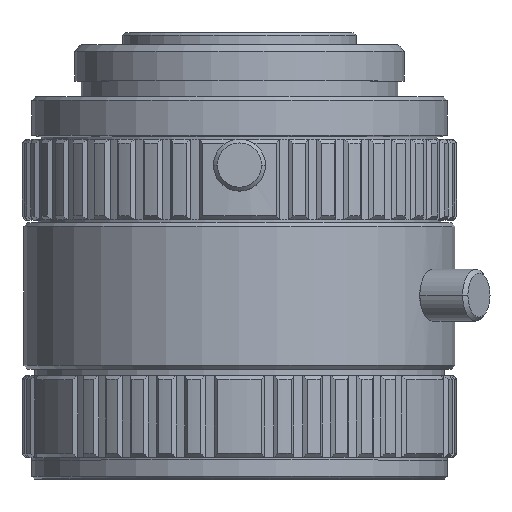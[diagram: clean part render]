
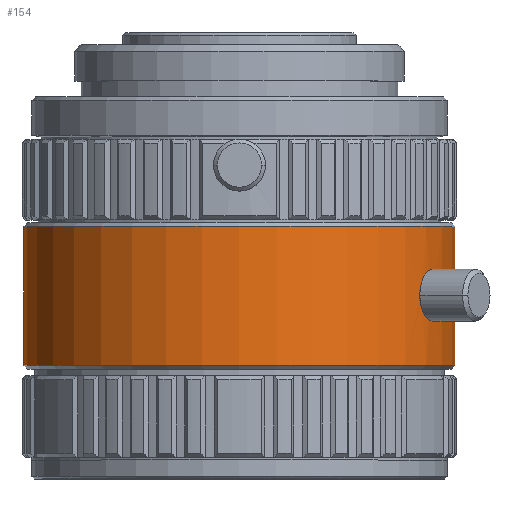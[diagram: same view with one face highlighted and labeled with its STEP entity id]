
A CAD part, top view. The second image highlights one B-rep face of the part: STEP entity #154.
In plain terms, the highlighted cylindrical face has radius 16.6 mm (diameter 33.2 mm), a partial arc.
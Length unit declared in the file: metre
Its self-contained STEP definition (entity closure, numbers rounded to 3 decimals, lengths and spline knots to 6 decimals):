
#154=ADVANCED_FACE('0:119',(#1339,#1340),#1341,.T.);
#1339=FACE_BOUND('',#3712,.T.);
#1340=FACE_OUTER_BOUND('',#3713,.T.);
#1341=CYLINDRICAL_SURFACE('',#3714,0.0166);
#3712=EDGE_LOOP('',(#6200,#6201));
#3713=EDGE_LOOP('',(#6202,#6203,#6204,#6205));
#3714=AXIS2_PLACEMENT_3D('',#6206,#6207,#6208);
#6200=ORIENTED_EDGE('',*,*,#14854,.F.);
#6201=ORIENTED_EDGE('',*,*,#14855,.F.);
#6202=ORIENTED_EDGE('',*,*,#14856,.F.);
#6203=ORIENTED_EDGE('',*,*,#14857,.T.);
#6204=ORIENTED_EDGE('',*,*,#14858,.F.);
#6205=ORIENTED_EDGE('',*,*,#14853,.F.);
#6206=CARTESIAN_POINT('',(0.0,-0.000026,0.));
#6207=DIRECTION('',(0.,1.0,0.0));
#6208=DIRECTION('',(1.0,0.,0.0));
#14853=EDGE_CURVE('0:1751',#17562,#17558,#17564,.T.);
#14854=EDGE_CURVE('0:1631',#17565,#17566,#17567,.T.);
#14855=EDGE_CURVE('0:1631',#17566,#17565,#17568,.T.);
#14856=EDGE_CURVE('',#17569,#17562,#17570,.T.);
#14857=EDGE_CURVE('0:1748',#17569,#17571,#17572,.T.);
#14858=EDGE_CURVE('',#17558,#17571,#17573,.T.);
#17558=VERTEX_POINT('',#21752);
#17562=VERTEX_POINT('NONE',#21757);
#17564=CIRCLE('',#21760,0.0166);
#17565=VERTEX_POINT('NONE',#21761);
#17566=VERTEX_POINT('',#21762);
#17567=B_SPLINE_CURVE_WITH_KNOTS('',3,(#21763,#21764,#21765,#21766,#21767,#21768,#21769,#21770,#21771,#21772,#21773,#21774,#21775,#21776,#21777,#21778,#21779,#21780,#21781,#21782,#21783,#21784,#21785,#21786,#21787,#21788,#21789,#21790,#21791,#21792,#21793),.UNSPECIFIED.,.F.,.F.,(4,3,3,3,3,3,3,3,3,3,4),(0.0,0.062511,0.123894,0.153655,0.221391,0.252494,0.314392,0.372067,0.403837,0.470538,0.500085),.UNSPECIFIED.);
#17568=B_SPLINE_CURVE_WITH_KNOTS('',3,(#21794,#21795,#21796,#21797,#21798,#21799,#21800,#21801,#21802,#21803,#21804,#21805,#21806,#21807,#21808,#21809,#21810,#21811,#21812,#21813,#21814,#21815,#21816,#21817,#21818,#21819,#21820,#21821,#21822,#21823,#21824,#21825,#21826,#21827),.UNSPECIFIED.,.F.,.F.,(4,3,3,3,3,3,3,3,3,3,3,4),(0.500085,0.584985,0.617759,0.64475,0.716139,0.748311,0.780043,0.835667,0.874513,0.902734,0.970022,1.0),.UNSPECIFIED.);
#17569=VERTEX_POINT('NONE',#21828);
#17570=LINE('',#21829,#21830);
#17571=VERTEX_POINT('',#21831);
#17572=CIRCLE('',#21832,0.0166);
#17573=LINE('',#21833,#21834);
#21752=CARTESIAN_POINT('',(-0.0166,-0.038226,0.));
#21757=CARTESIAN_POINT('',(0.0166,-0.038226,0.));
#21760=AXIS2_PLACEMENT_3D('',#26931,#26932,#26933);
#21761=CARTESIAN_POINT('',(0.01385,-0.032826,0.009151));
#21762=CARTESIAN_POINT('',(0.01485,-0.032826,0.007419));
#21763=CARTESIAN_POINT('',(0.01385,-0.032826,0.009151));
#21764=CARTESIAN_POINT('',(0.01385,-0.032914,0.009151));
#21765=CARTESIAN_POINT('',(0.013856,-0.033024,0.009142));
#21766=CARTESIAN_POINT('',(0.013879,-0.033148,0.009106));
#21767=CARTESIAN_POINT('',(0.013902,-0.03327,0.009072));
#21768=CARTESIAN_POINT('',(0.013942,-0.033405,0.009011));
#21769=CARTESIAN_POINT('',(0.014006,-0.033527,0.00891));
#21770=CARTESIAN_POINT('',(0.014037,-0.033585,0.008862));
#21771=CARTESIAN_POINT('',(0.01407,-0.033634,0.008809));
#21772=CARTESIAN_POINT('',(0.014103,-0.033673,0.008756));
#21773=CARTESIAN_POINT('',(0.014178,-0.033762,0.008636));
#21774=CARTESIAN_POINT('',(0.01425,-0.033801,0.008516));
#21775=CARTESIAN_POINT('',(0.014308,-0.033817,0.008416));
#21776=CARTESIAN_POINT('',(0.014335,-0.033824,0.00837));
#21777=CARTESIAN_POINT('',(0.014359,-0.033826,0.00833));
#21778=CARTESIAN_POINT('',(0.014381,-0.033826,0.008291));
#21779=CARTESIAN_POINT('',(0.014425,-0.033825,0.008214));
#21780=CARTESIAN_POINT('',(0.01448,-0.033813,0.008118));
#21781=CARTESIAN_POINT('',(0.01454,-0.033769,0.00801));
#21782=CARTESIAN_POINT('',(0.014595,-0.033728,0.007909));
#21783=CARTESIAN_POINT('',(0.014655,-0.03366,0.007798));
#21784=CARTESIAN_POINT('',(0.014708,-0.03355,0.007696));
#21785=CARTESIAN_POINT('',(0.014738,-0.03349,0.00764));
#21786=CARTESIAN_POINT('',(0.014762,-0.033423,0.007592));
#21787=CARTESIAN_POINT('',(0.014781,-0.033356,0.007555));
#21788=CARTESIAN_POINT('',(0.014821,-0.033217,0.007477));
#21789=CARTESIAN_POINT('',(0.014838,-0.033079,0.007442));
#21790=CARTESIAN_POINT('',(0.014846,-0.032964,0.007428));
#21791=CARTESIAN_POINT('',(0.014849,-0.032914,0.007421));
#21792=CARTESIAN_POINT('',(0.01485,-0.032867,0.007419));
#21793=CARTESIAN_POINT('',(0.01485,-0.032826,0.007419));
#21794=CARTESIAN_POINT('',(0.01485,-0.032826,0.007419));
#21795=CARTESIAN_POINT('',(0.01485,-0.032707,0.007419));
#21796=CARTESIAN_POINT('',(0.014841,-0.032544,0.007437));
#21797=CARTESIAN_POINT('',(0.0148,-0.032367,0.007519));
#21798=CARTESIAN_POINT('',(0.014784,-0.032298,0.00755));
#21799=CARTESIAN_POINT('',(0.014763,-0.032229,0.007591));
#21800=CARTESIAN_POINT('',(0.014736,-0.032163,0.007643));
#21801=CARTESIAN_POINT('',(0.014713,-0.032108,0.007686));
#21802=CARTESIAN_POINT('',(0.014687,-0.032057,0.007736));
#21803=CARTESIAN_POINT('',(0.014661,-0.032017,0.007786));
#21804=CARTESIAN_POINT('',(0.014591,-0.031909,0.007917));
#21805=CARTESIAN_POINT('',(0.014518,-0.03186,0.00805));
#21806=CARTESIAN_POINT('',(0.014456,-0.031839,0.008159));
#21807=CARTESIAN_POINT('',(0.014429,-0.03183,0.008208));
#21808=CARTESIAN_POINT('',(0.014403,-0.031826,0.008253));
#21809=CARTESIAN_POINT('',(0.01438,-0.031826,0.008293));
#21810=CARTESIAN_POINT('',(0.014358,-0.031826,0.008332));
#21811=CARTESIAN_POINT('',(0.014333,-0.031828,0.008374));
#21812=CARTESIAN_POINT('',(0.014305,-0.031836,0.008421));
#21813=CARTESIAN_POINT('',(0.014257,-0.031849,0.008504));
#21814=CARTESIAN_POINT('',(0.014199,-0.031879,0.008599));
#21815=CARTESIAN_POINT('',(0.014139,-0.03194,0.008698));
#21816=CARTESIAN_POINT('',(0.014096,-0.031982,0.008767));
#21817=CARTESIAN_POINT('',(0.014053,-0.032039,0.008837));
#21818=CARTESIAN_POINT('',(0.014011,-0.032115,0.008902));
#21819=CARTESIAN_POINT('',(0.013981,-0.032171,0.008949));
#21820=CARTESIAN_POINT('',(0.013956,-0.03223,0.008988));
#21821=CARTESIAN_POINT('',(0.013936,-0.032289,0.00902));
#21822=CARTESIAN_POINT('',(0.013887,-0.03243,0.009095));
#21823=CARTESIAN_POINT('',(0.013864,-0.03257,0.009129));
#21824=CARTESIAN_POINT('',(0.013855,-0.032685,0.009143));
#21825=CARTESIAN_POINT('',(0.013851,-0.032737,0.009149));
#21826=CARTESIAN_POINT('',(0.01385,-0.032784,0.009151));
#21827=CARTESIAN_POINT('',(0.01385,-0.032826,0.009151));
#21828=CARTESIAN_POINT('',(0.0166,-0.027526,0.));
#21829=CARTESIAN_POINT('',(0.0166,-0.032876,0.));
#21830=VECTOR('',#26934,1.0);
#21831=CARTESIAN_POINT('',(-0.0166,-0.027526,0.));
#21832=AXIS2_PLACEMENT_3D('',#26935,#26936,#26937);
#21833=CARTESIAN_POINT('',(-0.0166,-0.032876,0.));
#21834=VECTOR('',#26938,1.0);
#26931=CARTESIAN_POINT('',(0.,-0.038226,0.));
#26932=DIRECTION('',(0.0,-1.0,0.0));
#26933=DIRECTION('',(1.0,0.0,0.0));
#26934=DIRECTION('',(0.,-1.0,0.0));
#26935=CARTESIAN_POINT('',(0.,-0.027526,0.));
#26936=DIRECTION('',(0.0,-1.0,0.0));
#26937=DIRECTION('',(1.0,0.0,0.0));
#26938=DIRECTION('',(0.,1.0,0.0));
